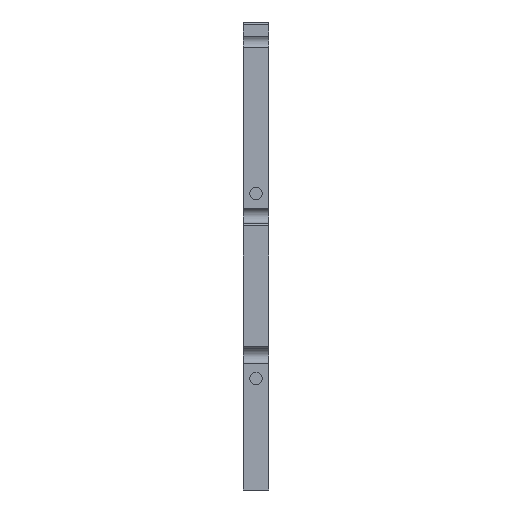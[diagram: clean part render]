
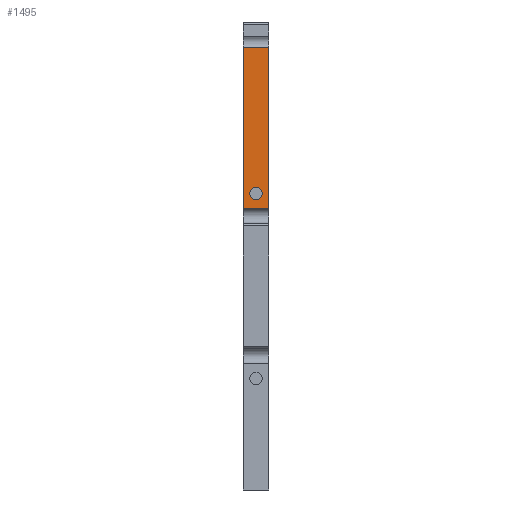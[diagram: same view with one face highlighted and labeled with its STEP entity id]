
A CAD part, left-side view. The second image highlights one B-rep face of the part: STEP entity #1495.
In plain terms, the highlighted planar face has unit normal (-1, 0, 0).
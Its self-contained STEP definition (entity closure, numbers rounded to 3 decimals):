
#66=FACE_BOUND('',#298,.T.);
#132=CIRCLE('',#1624,1.23);
#208=FACE_OUTER_BOUND('',#297,.T.);
#297=EDGE_LOOP('',(#1280,#1281,#1282,#1283));
#298=EDGE_LOOP('',(#1284));
#340=LINE('',#2131,#485);
#454=LINE('',#2506,#599);
#455=LINE('',#2509,#600);
#456=LINE('',#2510,#601);
#485=VECTOR('',#1696,10.);
#599=VECTOR('',#2044,10.);
#600=VECTOR('',#2047,10.);
#601=VECTOR('',#2048,10.);
#630=VERTEX_POINT('',#2128);
#631=VERTEX_POINT('',#2130);
#734=VERTEX_POINT('',#2442);
#749=VERTEX_POINT('',#2504);
#750=VERTEX_POINT('',#2508);
#774=EDGE_CURVE('',#630,#631,#340,.T.);
#918=EDGE_CURVE('',#734,#734,#132,.T.);
#950=EDGE_CURVE('',#630,#749,#454,.T.);
#951=EDGE_CURVE('',#750,#749,#455,.T.);
#952=EDGE_CURVE('',#631,#750,#456,.T.);
#1280=ORIENTED_EDGE('',*,*,#774,.F.);
#1281=ORIENTED_EDGE('',*,*,#950,.T.);
#1282=ORIENTED_EDGE('',*,*,#951,.F.);
#1283=ORIENTED_EDGE('',*,*,#952,.F.);
#1284=ORIENTED_EDGE('',*,*,#918,.T.);
#1427=PLANE('',#1653);
#1495=ADVANCED_FACE('',(#208,#66),#1427,.T.);
#1624=AXIS2_PLACEMENT_3D('',#2443,#1967,#1968);
#1653=AXIS2_PLACEMENT_3D('',#2507,#2045,#2046);
#1696=DIRECTION('',(0.,0.,1.));
#1967=DIRECTION('center_axis',(1.,0.,0.));
#1968=DIRECTION('ref_axis',(0.,0.,-1.));
#2044=DIRECTION('',(0.,-1.,0.));
#2045=DIRECTION('center_axis',(-1.,0.,0.));
#2046=DIRECTION('ref_axis',(0.,0.,-1.));
#2047=DIRECTION('',(0.,0.,-1.));
#2048=DIRECTION('',(0.,-1.,0.));
#2128=CARTESIAN_POINT('',(-60.,0.,-49.75));
#2130=CARTESIAN_POINT('',(-60.,0.,-17.5));
#2131=CARTESIAN_POINT('',(-60.,0.,-52.75));
#2442=CARTESIAN_POINT('',(-60.,-2.5,-45.521));
#2443=CARTESIAN_POINT('Origin',(-60.,-2.5,-46.75));
#2504=CARTESIAN_POINT('',(-60.,-5.,-49.75));
#2506=CARTESIAN_POINT('',(-60.,0.,-49.75));
#2507=CARTESIAN_POINT('Origin',(-60.,0.,-17.5));
#2508=CARTESIAN_POINT('',(-60.,-5.,-17.5));
#2509=CARTESIAN_POINT('',(-60.,-5.,-52.75));
#2510=CARTESIAN_POINT('',(-60.,0.,-17.5));
